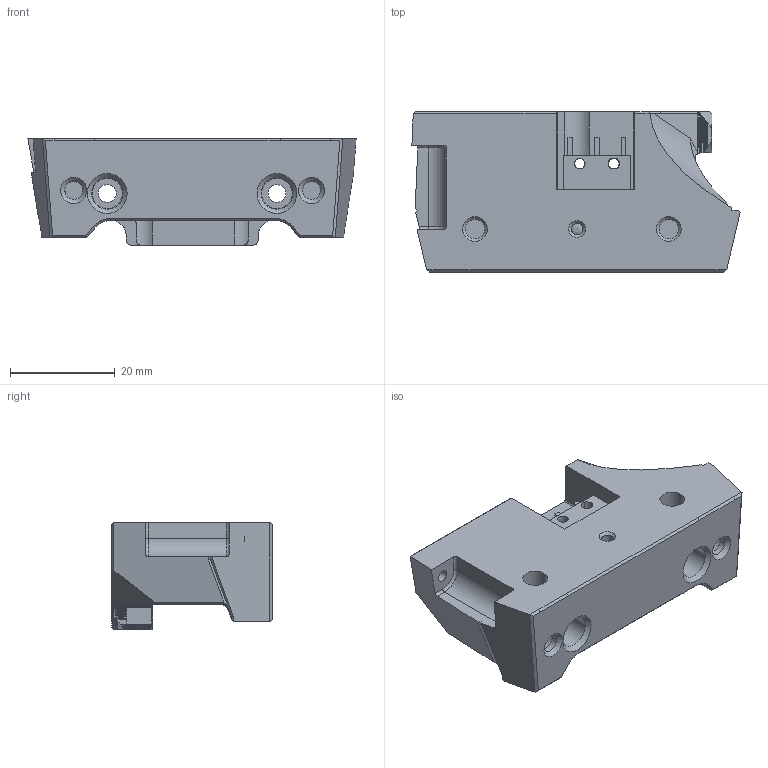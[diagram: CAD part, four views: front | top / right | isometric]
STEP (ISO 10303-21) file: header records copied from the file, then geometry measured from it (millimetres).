
FILE_DESCRIPTION(/* description */ (''),/* implementation_level */ '2;1');
FILE_NAME(/* name */ 'ORBITER_TOOLHEADMOUNT v19.step',/* time_stamp */ '2023-03-10T17:23:13+13:00',/* author */ (''),/* organization */ (''),/* preprocessor_version */ 'ST-DEVELOPER v19.2',/* originating_system */ 'Autodesk Translation Framework v11.17.0.187',/* authorisation */ '');
FILE_SCHEMA (('AUTOMOTIVE_DESIGN { 1 0 10303 214 3 1 1 }'));
Length unit declared in the file: millimetre
Products named in the file (4): ORBITER_TOOLHEADMOUNT; Orbiter v2 Sensor v10 LDO FDM_1598K27_Hardened Bearing-Quality 440C S
tainless Steel Ball; VORON2.4_Assembly_D2F_L; SOLID
Assembly tree (3 placements, depth 3):
  ORBITER_TOOLHEADMOUNT
    Orbiter v2 Sensor v10 LDO FDM_1598K27_Hardened Bearing-Quality 440C S
tainless Steel Ball
    VORON2.4_Assembly_D2F_L
      SOLID
Bounding box: 62.68 x 30.6 x 20.35 mm (x, y, z)
Volume: 18999 mm3; surface area: 9485.1 mm2
Topology: 3 solids, 3 shells, 799 faces, 1786 edges, 994 vertices
Faces by surface type: plane 687, cylinder 59, cone 24, bspline 21, torus 6, sphere 2
Full cylindrical faces by diameter (mm): 2 x3, 2.2 x3, 3.4 x4, 4.4 x1, 4.7 x4, 5.8 x2, 6 x2, 6.7 x1
Entity records: 22839 total; most frequent: CARTESIAN_POINT 5323, ORIENTED_EDGE 3560, DIRECTION 3528, EDGE_CURVE 1780, LINE 1500, VECTOR 1500, AXIS2_PLACEMENT_3D 1014, VERTEX_POINT 993
